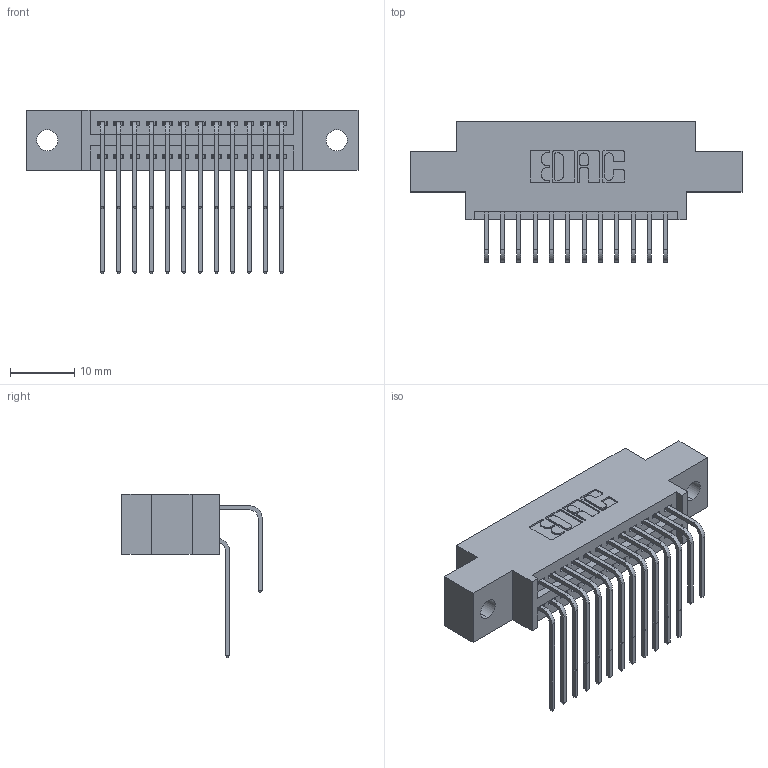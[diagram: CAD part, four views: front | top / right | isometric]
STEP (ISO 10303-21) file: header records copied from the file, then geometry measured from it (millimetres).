
FILE_DESCRIPTION (( 'STEP AP203' ), '1' );
FILE_NAME ('395-024-558-802.STEP', '2018-11-09T08:29:28', ( '' ), ( '' ), 'SwSTEP 2.0', 'SolidWorks 2016', '' );
FILE_SCHEMA (( 'CONFIG_CONTROL_DESIGN' ));
Length unit declared in the file: inch
Products named in the file (4): 345-292-001_558 559 Tail - 1; 345 Part_0.170 Offset - 0.128 Dia; 395-024-558-802; 345-292-001_558 Tail - 2
Assembly tree (25 placements, depth 2):
  395-024-558-802
    345 Part_0.170 Offset - 0.128 Dia
    345-292-001_558 559 Tail - 1  x12
    345-292-001_558 Tail - 2  x12
Bounding box: 51.69 x 21.83 x 25.53 mm (x, y, z)
Volume: 4731 mm3; surface area: 6934 mm2
Topology: 25 solids, 25 shells, 1378 faces, 4073 edges, 2682 vertices
Faces by surface type: plane 924, cylinder 454
Entity records: 15241 total; most frequent: CARTESIAN_POINT 2631, ORIENTED_EDGE 2514, DIRECTION 2329, EDGE_CURVE 1257, VECTOR 1037, LINE 1037, VERTEX_POINT 834, AXIS2_PLACEMENT_3D 646
